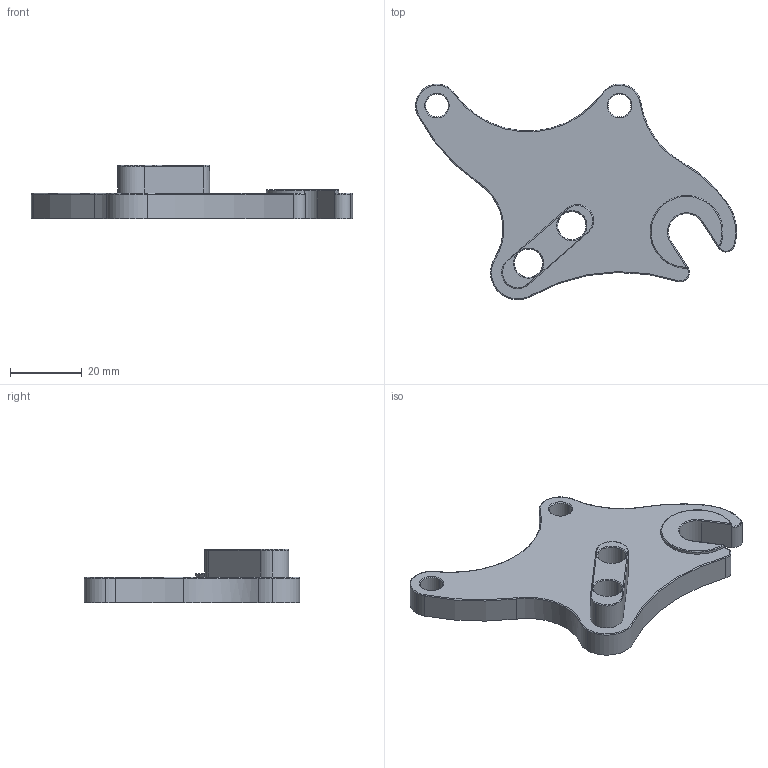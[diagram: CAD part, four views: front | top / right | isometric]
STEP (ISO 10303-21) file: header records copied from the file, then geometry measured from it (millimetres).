
FILE_DESCRIPTION (( 'STEP AP214' ), '1' );
FILE_NAME ('DR4009.STEP', '2025-06-30T18:15:41', ( '' ), ( '' ), 'SwSTEP 2.0', 'SolidWorks 2023', '' );
FILE_SCHEMA (( 'AUTOMOTIVE_DESIGN' ));
Length unit declared in the file: inch
Products named in the file (1): DR4009
Bounding box: 89.66 x 60.18 x 14.86 mm (x, y, z)
Volume: 20988.2 mm3; surface area: 9151.3 mm2
Topology: 1 solids, 1 shells, 73 faces, 183 edges, 113 vertices
Faces by surface type: cylinder 35, torus 22, cone 8, plane 8
Entity records: 2281 total; most frequent: DIRECTION 446, CARTESIAN_POINT 397, ORIENTED_EDGE 366, AXIS2_PLACEMENT_3D 194, EDGE_CURVE 183, CIRCLE 120, VERTEX_POINT 113, EDGE_LOOP 82
